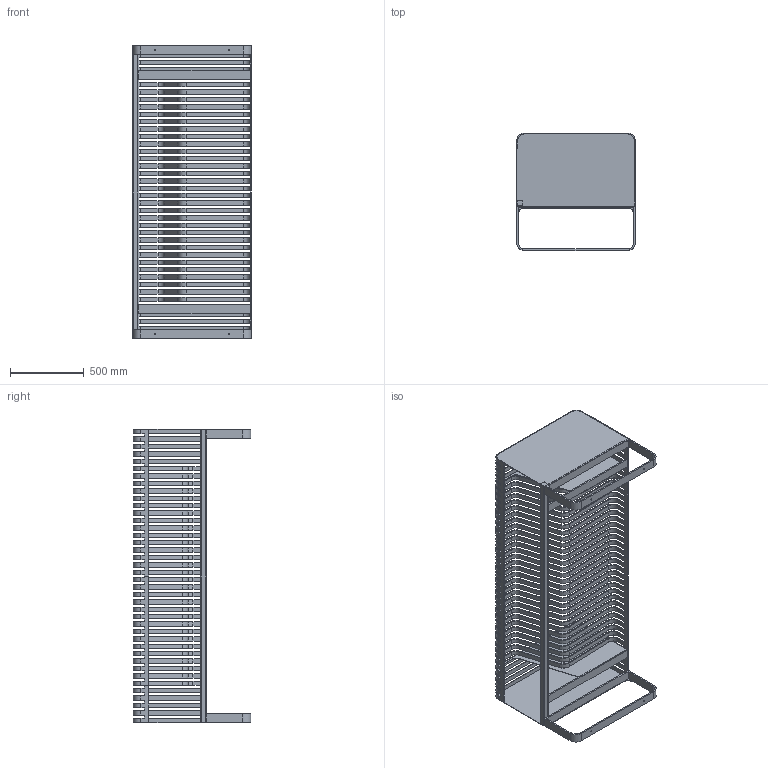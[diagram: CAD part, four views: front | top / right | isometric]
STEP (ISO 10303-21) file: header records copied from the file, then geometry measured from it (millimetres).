
FILE_DESCRIPTION (( 'STEP AP203' ), '1' );
FILE_NAME ('BANC JACQUES.STEP', '2020-09-23T12:52:06', ( '' ), ( '' ), 'SwSTEP 2.0', 'SolidWorks 2019', '' );
FILE_SCHEMA (( 'CONFIG_CONTROL_DESIGN' ));
Length unit declared in the file: millimetre
Products named in the file (11): ENTRETOISE PIED; TOLE ASSISE G; BANC JACQUES; TOLE ACCOUDOIR D; PIED; GRANDE FLASQUE ACCOUDOIR G; TUBE 40; TOLE ACCOUDOIR G; PETITE FLASQUE ACCOUDOIR G; TOLE ASSISE D; ENTRETOISE ACCOUDOIR
Assembly tree (15 placements, depth 2):
  BANC JACQUES
    TUBE 40
    PIED  x2
    TOLE ASSISE G
    TOLE ACCOUDOIR G
    TOLE ASSISE D
    TOLE ACCOUDOIR D
    GRANDE FLASQUE ACCOUDOIR G  x2
    PETITE FLASQUE ACCOUDOIR G  x2
    ENTRETOISE PIED  x2
    ENTRETOISE ACCOUDOIR  x2
Bounding box: 800 x 793 x 1986 mm (x, y, z)
Volume: 17460937.2 mm3; surface area: 7860022.7 mm2
Topology: 15 solids, 15 shells, 814 faces, 2568 edges, 1712 vertices
Faces by surface type: plane 490, cylinder 324
Entity records: 28121 total; most frequent: ORIENTED_EDGE 4824, CARTESIAN_POINT 4790, DIRECTION 4564, EDGE_CURVE 2412, VECTOR 1800, LINE 1800, VERTEX_POINT 1608, AXIS2_PLACEMENT_3D 1382
